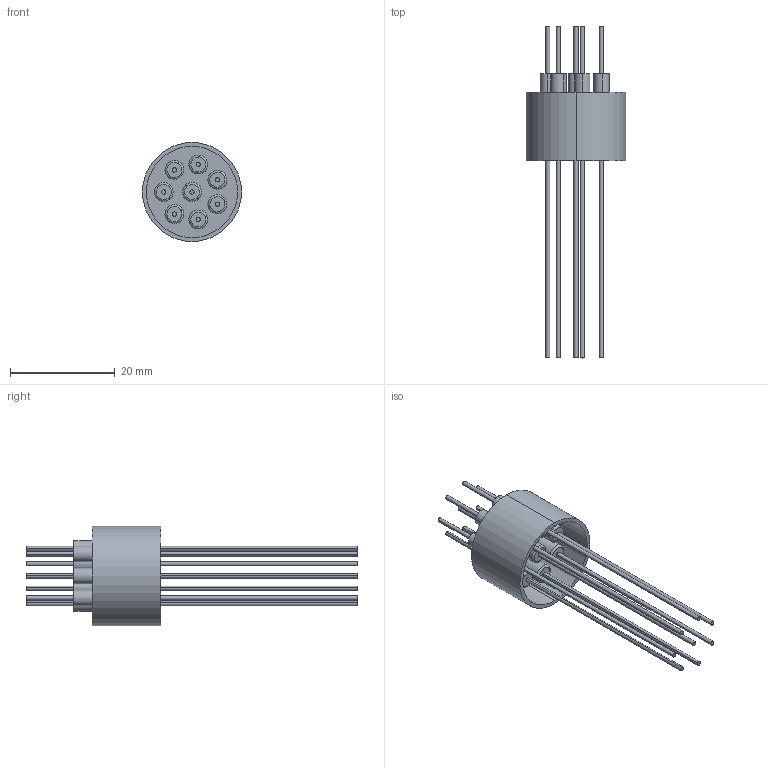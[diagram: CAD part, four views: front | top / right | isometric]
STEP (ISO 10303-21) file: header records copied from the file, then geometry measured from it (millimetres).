
FILE_DESCRIPTION (( 'STEP AP203' ), '1' );
FILE_NAME ('A0089-4-W.STEP', '2013-05-09T11:55:12', ( '' ), ( '' ), 'SwSTEP 2.0', 'SolidWorks 2012', '' );
FILE_SCHEMA (( 'CONFIG_CONTROL_DESIGN' ));
Length unit declared in the file: inch
Products named in the file (1): A0089-4-W
Bounding box: 18.97 x 63.5 x 18.97 mm (x, y, z)
Volume: 1749.6 mm3; surface area: 4255.7 mm2
Topology: 1 solids, 9 shells, 199 faces, 412 edges, 264 vertices
Faces by surface type: cylinder 116, plane 51, torus 16, cone 16
Entity records: 5485 total; most frequent: DIRECTION 1092, CARTESIAN_POINT 876, ORIENTED_EDGE 824, AXIS2_PLACEMENT_3D 480, EDGE_CURVE 412, CIRCLE 280, VERTEX_POINT 264, EDGE_LOOP 248
